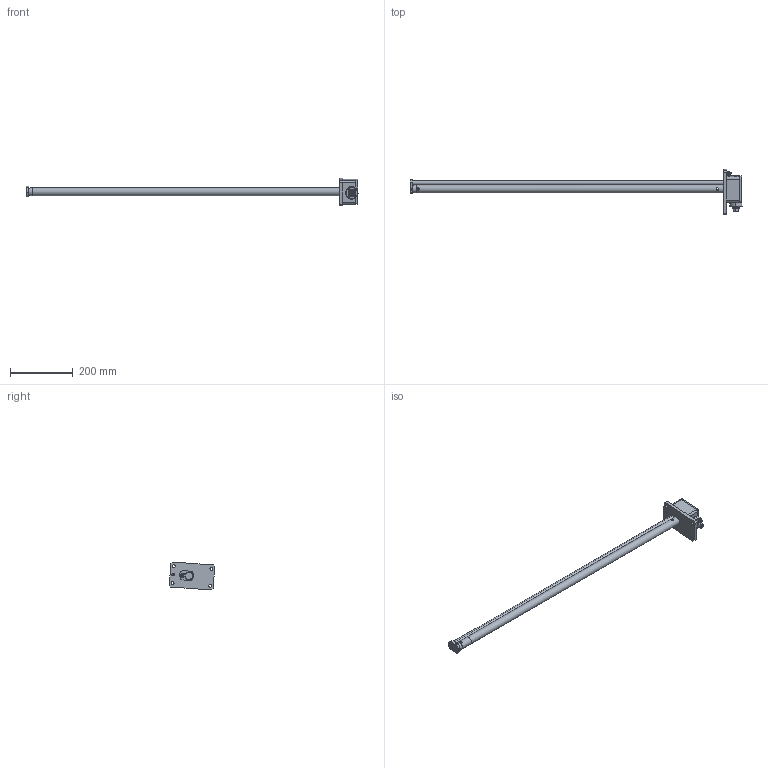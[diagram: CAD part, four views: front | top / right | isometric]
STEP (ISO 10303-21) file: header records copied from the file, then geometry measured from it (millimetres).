
FILE_DESCRIPTION((''),'2;1');
FILE_NAME('ﾄﾒﾓ-2-06-1000.stp','2024-12-26T10:26:52',(''),(''),'AutoCAD STEP 2000i','AutoCAD 2000i',', , ');
FILE_SCHEMA(('CONFIG_CONTROL_DESIGN'));
Length unit declared in the file: millimetre
Products named in the file (26): ﾄﾀﾒﾗﾈﾊ ﾒﾎﾏﾋﾈﾂﾀ ﾄﾒﾓ-2-06-1000_5; ﾒﾐﾓﾁﾀ ﾎﾑﾍﾎﾂﾍ; 甡賸籤岍; 旼攽釔芡; 恮迓臍 旼攽釔阺; ﾃﾀﾉﾊﾀ; ﾎﾑﾍﾎﾂﾀﾍﾈﾅ CUBO; 庈訹岍 CUBO; ﾖﾈﾋﾈﾍﾄﾐ ﾌ39; 754142.0008 ﾏﾐﾎﾊﾋﾀﾄﾊﾀ 2ﾐﾌ14; 2PM14ﾁ4ﾘ1ﾂ1; ﾄﾅﾐﾆﾀﾒﾅﾋﾜ; ﾊﾎﾆﾓﾕ2; 譜恲瓚 - GOST 6402-70 - 3 N; 薰迗 - M 3X28  GOST 1491-70; 薰迗 - M4 X 20 - GOST 17475-80; 薰迗 - M 4X20 GOST 1491-70 - M 4X20; ﾘﾀﾉﾁﾀ - ﾌ4- GOST 11371-78 ; 譜恲瓚 - GOST 6402-70 - 4 ; ﾃﾀﾉﾊﾀ - M4 - GOST 5927; 薰迗 - M4X25 GOST 17475-80_1; Ш襠衯岍; 旽鼯呿 RFS-205; 薰迗- M 4X6 - GOST 1491-70; ﾏﾐﾎﾊﾋﾀﾄﾊﾀ ﾊﾐﾛﾘﾊﾈ; ﾂﾈﾍﾒ ﾌ2,5
Assembly tree (43 placements, depth 2):
  ﾄﾀﾒﾗﾈﾊ ﾒﾎﾏﾋﾈﾂﾀ ﾄﾒﾓ-2-06-1000_5
    ﾒﾐﾓﾁﾀ ﾎﾑﾍﾎﾂﾍ
    甡賸籤岍
    旼攽釔芡
    恮迓臍 旼攽釔阺
    ﾃﾀﾉﾊﾀ
    ﾎﾑﾍﾎﾂﾀﾍﾈﾅ CUBO
    庈訹岍 CUBO
    ﾖﾈﾋﾈﾍﾄﾐ ﾌ39
    754142.0008 ﾏﾐﾎﾊﾋﾀﾄﾊﾀ 2ﾐﾌ14  x2
    2PM14ﾁ4ﾘ1ﾂ1
    ﾄﾅﾐﾆﾀﾒﾅﾋﾜ
    ﾊﾎﾆﾓﾕ2
    譜恲瓚 - GOST 6402-70 - 3 N  x4
    薰迗 - M 3X28  GOST 1491-70  x4
    薰迗 - M4 X 20 - GOST 17475-80  x2
    薰迗 - M 4X20 GOST 1491-70 - M 4X20  x2
    ﾘﾀﾉﾁﾀ - ﾌ4- GOST 11371-78   x3
    譜恲瓚 - GOST 6402-70 - 4   x2
    ﾃﾀﾉﾊﾀ - M4 - GOST 5927  x2
    薰迗 - M4X25 GOST 17475-80_1
    Ш襠衯岍
    旽鼯呿 RFS-205
    薰迗- M 4X6 - GOST 1491-70  x4
    ﾏﾐﾎﾊﾋﾀﾄﾊﾀ ﾊﾐﾛﾘﾊﾈ
    ﾂﾈﾍﾒ ﾌ2,5  x3
Bounding box: 1058.5 x 144.7 x 89.2 mm (x, y, z)
Volume: 535617.2 mm3; surface area: 329061.9 mm2
Topology: 43 solids, 43 shells, 1649 faces, 5088 edges, 4439 vertices
Faces by surface type: bspline 615, plane 545, cylinder 365, cone 92, torus 20, sphere 12
Entity records: 54362 total; most frequent: CARTESIAN_POINT 19874, ORIENTED_EDGE 7194, DIRECTION 5682, EDGE_CURVE 3597, VECTOR 2658, LINE 2658, VERTEX_POINT 2372, EDGE_LOOP 1577
